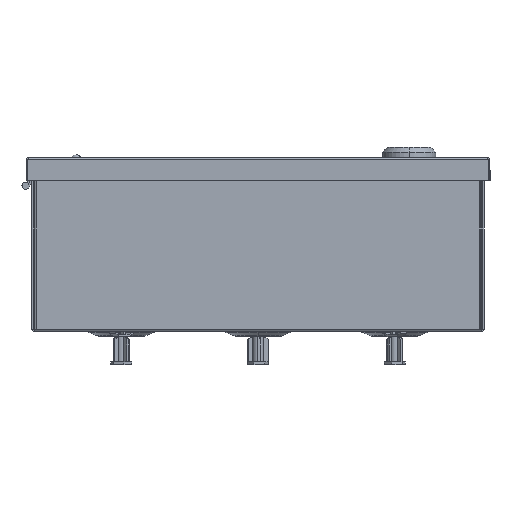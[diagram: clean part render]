
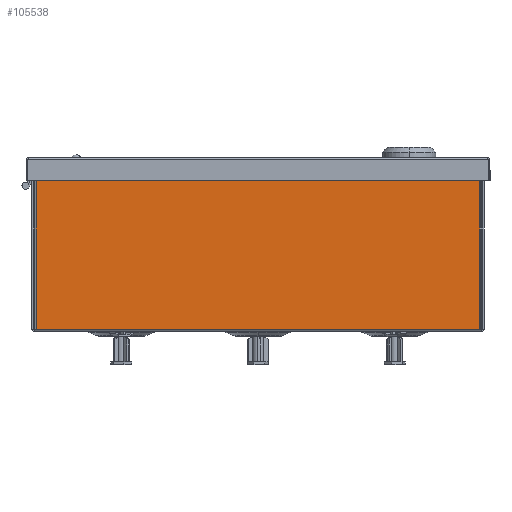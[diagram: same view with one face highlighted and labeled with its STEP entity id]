
A CAD part, front view. The second image highlights one B-rep face of the part: STEP entity #105538.
In plain terms, the highlighted planar face has unit normal (0, -1, 0).
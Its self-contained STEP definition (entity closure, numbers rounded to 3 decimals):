
#2700 = VERTEX_POINT ( 'NONE', #105311 ) ;
#4398 = LINE ( 'NONE', #130656, #99670 ) ;
#9335 = VERTEX_POINT ( 'NONE', #104352 ) ;
#10470 = EDGE_CURVE ( 'NONE', #116349, #85132, #14379, .T. ) ;
#14379 = LINE ( 'NONE', #81167, #90240 ) ;
#21421 = CARTESIAN_POINT ( 'NONE',  ( -93.2, -129.5, 70.4 ) ) ;
#34386 = DIRECTION ( 'NONE',  ( 0., 1., 0. ) ) ;
#35112 = CARTESIAN_POINT ( 'NONE',  ( 0., -129.5, 0. ) ) ;
#37429 = VECTOR ( 'NONE', #39320, 1000. ) ;
#39320 = DIRECTION ( 'NONE',  ( -1., 0., 0. ) ) ;
#39509 = AXIS2_PLACEMENT_3D ( 'NONE', #35112, #34386, #136910 ) ;
#47679 = ORIENTED_EDGE ( 'NONE', *, *, #105057, .F. ) ;
#49969 = EDGE_CURVE ( 'NONE', #85132, #9335, #122830, .T. ) ;
#58801 = CARTESIAN_POINT ( 'NONE',  ( -93.2, -129.5, 70.4 ) ) ;
#59072 = PLANE ( 'NONE',  #39509 ) ;
#63737 = DIRECTION ( 'NONE',  ( 0., 0., 1. ) ) ;
#69075 = EDGE_CURVE ( 'NONE', #2700, #116349, #4398, .T. ) ;
#69990 = ORIENTED_EDGE ( 'NONE', *, *, #69075, .T. ) ;
#81167 = CARTESIAN_POINT ( 'NONE',  ( 0., -129.5, 70.4 ) ) ;
#85132 = VERTEX_POINT ( 'NONE', #21421 ) ;
#90240 = VECTOR ( 'NONE', #103711, 1000. ) ;
#99670 = VECTOR ( 'NONE', #63737, 1000. ) ;
#103686 = ORIENTED_EDGE ( 'NONE', *, *, #49969, .T. ) ;
#103711 = DIRECTION ( 'NONE',  ( -1., 0., 0. ) ) ;
#103805 = VECTOR ( 'NONE', #124274, 1000. ) ;
#104021 = CARTESIAN_POINT ( 'NONE',  ( -94.1, -129.5, 0.1 ) ) ;
#104352 = CARTESIAN_POINT ( 'NONE',  ( -93.2, -129.5, 0.1 ) ) ;
#105057 = EDGE_CURVE ( 'NONE', #2700, #9335, #125184, .T. ) ;
#105311 = CARTESIAN_POINT ( 'NONE',  ( 93.2, -129.5, 0.1 ) ) ;
#105538 = ADVANCED_FACE ( 'NONE', ( #114304 ), #59072, .F. ) ;
#112919 = ORIENTED_EDGE ( 'NONE', *, *, #10470, .T. ) ;
#114304 = FACE_OUTER_BOUND ( 'NONE', #129962, .T. ) ;
#116349 = VERTEX_POINT ( 'NONE', #128805 ) ;
#122830 = LINE ( 'NONE', #58801, #103805 ) ;
#124274 = DIRECTION ( 'NONE',  ( 0., 0., -1. ) ) ;
#125184 = LINE ( 'NONE', #104021, #37429 ) ;
#128805 = CARTESIAN_POINT ( 'NONE',  ( 93.2, -129.5, 70.4 ) ) ;
#129962 = EDGE_LOOP ( 'NONE', ( #69990, #112919, #103686, #47679 ) ) ;
#130656 = CARTESIAN_POINT ( 'NONE',  ( 93.2, -129.5, 0.1 ) ) ;
#136910 = DIRECTION ( 'NONE',  ( 0., 0., 1. ) ) ;
